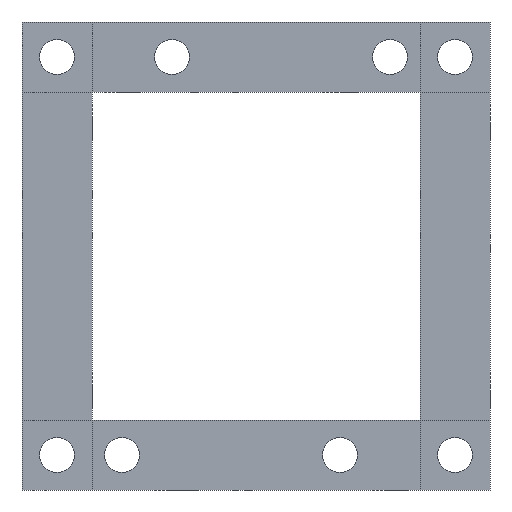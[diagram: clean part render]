
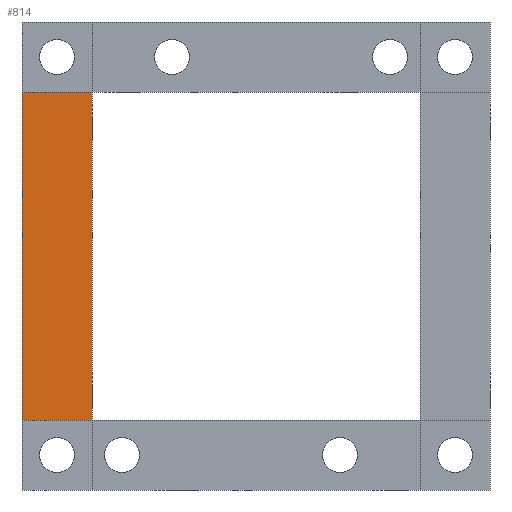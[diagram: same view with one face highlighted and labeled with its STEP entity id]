
A CAD part, front view. The second image highlights one B-rep face of the part: STEP entity #814.
In plain terms, the highlighted planar face has unit normal (0, -1, 0).
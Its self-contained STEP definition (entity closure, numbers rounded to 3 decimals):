
#110=FACE_OUTER_BOUND('',#159,.T.);
#159=EDGE_LOOP('',(#619,#620,#621,#622));
#221=LINE('',#1182,#301);
#245=LINE('',#1234,#325);
#256=LINE('',#1263,#336);
#257=LINE('',#1264,#337);
#301=VECTOR('',#950,10.);
#325=VECTOR('',#992,10.);
#336=VECTOR('',#1021,10.);
#337=VECTOR('',#1022,10.);
#379=VERTEX_POINT('',#1180);
#380=VERTEX_POINT('',#1181);
#396=VERTEX_POINT('',#1225);
#399=VERTEX_POINT('',#1233);
#450=EDGE_CURVE('',#379,#380,#221,.T.);
#476=EDGE_CURVE('',#396,#399,#245,.T.);
#492=EDGE_CURVE('',#396,#380,#256,.T.);
#493=EDGE_CURVE('',#399,#379,#257,.T.);
#619=ORIENTED_EDGE('',*,*,#450,.T.);
#620=ORIENTED_EDGE('',*,*,#492,.F.);
#621=ORIENTED_EDGE('',*,*,#476,.T.);
#622=ORIENTED_EDGE('',*,*,#493,.T.);
#789=PLANE('',#877);
#814=ADVANCED_FACE('',(#110),#789,.F.);
#877=AXIS2_PLACEMENT_3D('',#1262,#1019,#1020);
#950=DIRECTION('',(1.,0.,0.));
#992=DIRECTION('',(-1.,0.,0.));
#1019=DIRECTION('center_axis',(0.,1.,0.));
#1020=DIRECTION('ref_axis',(1.,0.,0.));
#1021=DIRECTION('',(0.,0.,-1.));
#1022=DIRECTION('',(0.,0.,-1.));
#1180=CARTESIAN_POINT('',(0.,0.,7.));
#1181=CARTESIAN_POINT('',(7.,0.,7.));
#1182=CARTESIAN_POINT('',(11.7,0.,7.));
#1225=CARTESIAN_POINT('',(7.,0.,39.8));
#1233=CARTESIAN_POINT('',(0.,0.,39.8));
#1234=CARTESIAN_POINT('',(15.2,0.,39.8));
#1262=CARTESIAN_POINT('Origin',(23.4,0.,23.4));
#1263=CARTESIAN_POINT('',(7.,0.,39.8));
#1264=CARTESIAN_POINT('',(0.,0.,46.8));
